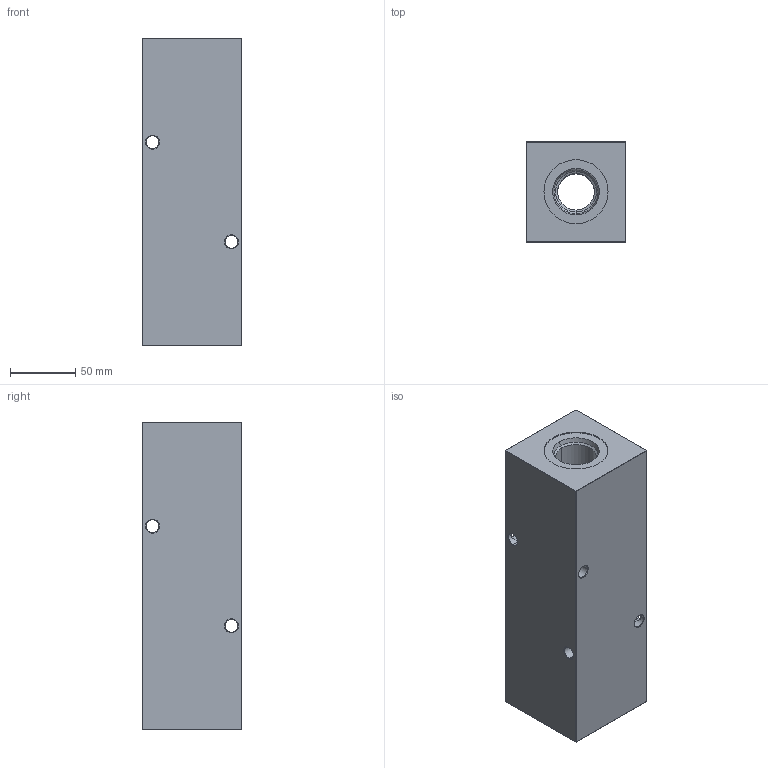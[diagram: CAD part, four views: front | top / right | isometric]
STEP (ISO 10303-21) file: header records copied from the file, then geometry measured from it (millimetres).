
FILE_DESCRIPTION (( 'STEP AP203' ), '1' );
FILE_NAME ('HM-3-90-S-16-16.STEP', '2020-11-09T23:31:37', ( '' ), ( '' ), 'SwSTEP 2.0', 'SolidWorks 2019', '' );
FILE_SCHEMA (( 'CONFIG_CONTROL_DESIGN' ));
Length unit declared in the file: inch
Products named in the file (1): HM-3-90-S-16-16
Bounding box: 76.2 x 76.2 x 234.95 mm (x, y, z)
Volume: 1061957.9 mm3; surface area: 117828.2 mm2
Topology: 1 solids, 1 shells, 596 faces, 1531 edges, 982 vertices
Faces by surface type: plane 246, bspline 209, cylinder 71, cone 70
Entity records: 28144 total; most frequent: CARTESIAN_POINT 15084, ORIENTED_EDGE 3062, DIRECTION 1972, EDGE_CURVE 1531, VERTEX_POINT 982, LINE 872, VECTOR 872, EDGE_LOOP 667
